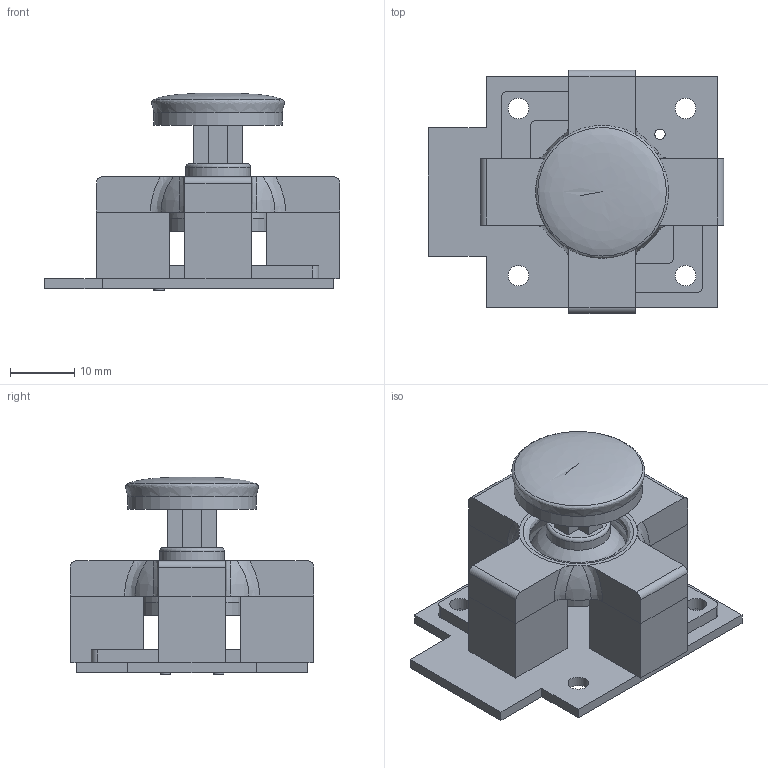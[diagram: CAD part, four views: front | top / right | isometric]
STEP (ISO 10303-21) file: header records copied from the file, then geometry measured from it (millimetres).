
FILE_DESCRIPTION(('FreeCAD Model'),'2;1');
FILE_NAME('Open CASCADE Shape Model','2024-06-04T16:11:28',(''),(''), 'Open CASCADE STEP processor 7.6','FreeCAD','Unknown');
FILE_SCHEMA(('AUTOMOTIVE_DESIGN { 1 0 10303 214 1 1 1 1 }'));
Length unit declared in the file: millimetre
Products named in the file (2): wholeshebang; stick
Assembly tree (1 placements, depth 2):
  wholeshebang
    stick
Bounding box: 45.9 x 37.8 x 30.77 mm (x, y, z)
Volume: 11635.8 mm3; surface area: 9191.6 mm2
Topology: 1 solids, 1 shells, 220 faces, 622 edges, 389 vertices
Faces by surface type: plane 145, cylinder 57, bspline 9, sphere 6, revolution 2, torus 1
Full cylindrical faces by diameter (mm): 1.4 x12, 1.6 x3, 2 x2, 3.2 x6, 9.998 x1, 20 x1
Entity records: 7866 total; most frequent: CARTESIAN_POINT 2023, ORIENTED_EDGE 1242, DIRECTION 1187, EDGE_CURVE 621, LINE 405, VECTOR 405, AXIS2_PLACEMENT_3D 390, VERTEX_POINT 389
